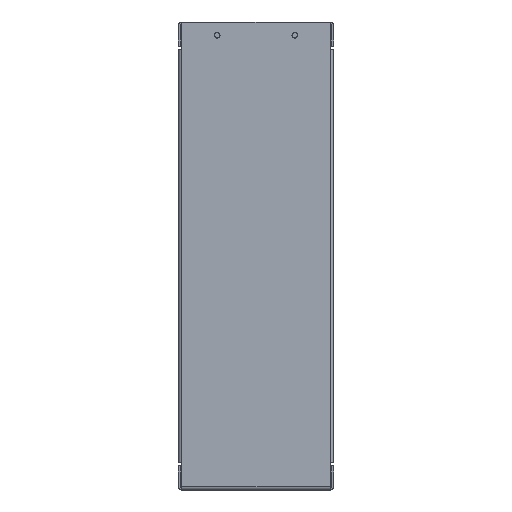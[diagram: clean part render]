
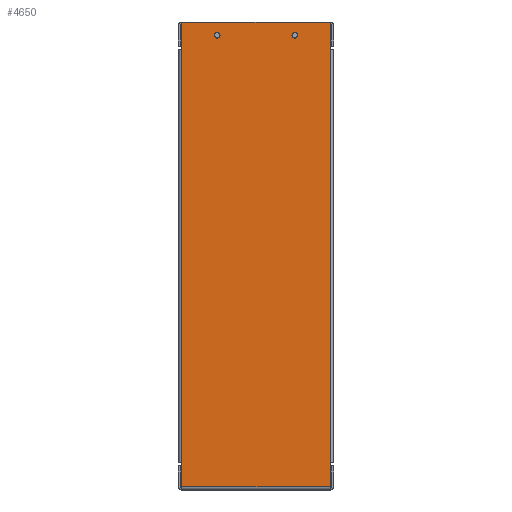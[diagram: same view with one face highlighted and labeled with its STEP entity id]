
A CAD part, front view. The second image highlights one B-rep face of the part: STEP entity #4650.
In plain terms, the highlighted planar face has unit normal (0, -1, 0).
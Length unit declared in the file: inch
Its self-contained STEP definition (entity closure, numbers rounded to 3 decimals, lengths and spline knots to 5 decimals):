
#219 = VERTEX_POINT ( 'NONE', #1393 ) ;
#239 = CARTESIAN_POINT ( 'NONE',  ( -1.914, -5.95975, 6.03125 ) ) ;
#240 = VECTOR ( 'NONE', #4377, 39.37008 ) ;
#257 = EDGE_CURVE ( 'NONE', #4338, #5688, #3249, .T. ) ;
#274 = VERTEX_POINT ( 'NONE', #3965 ) ;
#382 = CARTESIAN_POINT ( 'NONE',  ( 1.914, -5.95975, 6.03125 ) ) ;
#429 = CARTESIAN_POINT ( 'NONE',  ( 1.914, -5.95975, -5.94525 ) ) ;
#436 = DIRECTION ( 'NONE',  ( 0., 0., 1. ) ) ;
#474 = EDGE_CURVE ( 'NONE', #4913, #4913, #2853, .T. ) ;
#482 = VERTEX_POINT ( 'NONE', #769 ) ;
#594 = VERTEX_POINT ( 'NONE', #4923 ) ;
#606 = LINE ( 'NONE', #5121, #916 ) ;
#657 = VERTEX_POINT ( 'NONE', #1915 ) ;
#769 = CARTESIAN_POINT ( 'NONE',  ( -1.914, -5.95975, 6.03125 ) ) ;
#802 = VECTOR ( 'NONE', #4560, 39.37008 ) ;
#846 = PLANE ( 'NONE',  #1376 ) ;
#916 = VECTOR ( 'NONE', #1015, 39.37008 ) ;
#1015 = DIRECTION ( 'NONE',  ( 1., 0., 0. ) ) ;
#1022 = ORIENTED_EDGE ( 'NONE', *, *, #5011, .F. ) ;
#1097 = FACE_OUTER_BOUND ( 'NONE', #1153, .T. ) ;
#1153 = EDGE_LOOP ( 'NONE', ( #2477, #2052, #5847, #3847, #1022, #4859, #4680, #1293 ) ) ;
#1250 = CIRCLE ( 'NONE', #2434, 0.0725 ) ;
#1293 = ORIENTED_EDGE ( 'NONE', *, *, #2010, .T. ) ;
#1300 = CARTESIAN_POINT ( 'NONE',  ( -1.914, -5.95975, 6.03125 ) ) ;
#1376 = AXIS2_PLACEMENT_3D ( 'NONE', #1300, #2221, #4061 ) ;
#1378 = VECTOR ( 'NONE', #436, 39.37008 ) ;
#1393 = CARTESIAN_POINT ( 'NONE',  ( 1.914, -5.95975, 6.03125 ) ) ;
#1451 = LINE ( 'NONE', #5529, #3822 ) ;
#1468 = ORIENTED_EDGE ( 'NONE', *, *, #5266, .T. ) ;
#1588 = VECTOR ( 'NONE', #4535, 39.37008 ) ;
#1641 = LINE ( 'NONE', #4311, #240 ) ;
#1737 = VECTOR ( 'NONE', #5052, 39.37008 ) ;
#1915 = CARTESIAN_POINT ( 'NONE',  ( -1.914, -5.95975, -5.33525 ) ) ;
#2010 = EDGE_CURVE ( 'NONE', #4717, #2209, #606, .T. ) ;
#2052 = ORIENTED_EDGE ( 'NONE', *, *, #257, .T. ) ;
#2209 = VERTEX_POINT ( 'NONE', #429 ) ;
#2221 = DIRECTION ( 'NONE',  ( 0., -1., 0. ) ) ;
#2345 = EDGE_LOOP ( 'NONE', ( #1468 ) ) ;
#2353 = CARTESIAN_POINT ( 'NONE',  ( -1.914, -5.95975, 6.03125 ) ) ;
#2355 = DIRECTION ( 'NONE',  ( 0., 0., -1. ) ) ;
#2434 = AXIS2_PLACEMENT_3D ( 'NONE', #5176, #5067, #2355 ) ;
#2477 = ORIENTED_EDGE ( 'NONE', *, *, #3503, .T. ) ;
#2528 = LINE ( 'NONE', #239, #3670 ) ;
#2625 = CARTESIAN_POINT ( 'NONE',  ( -1., -5.95975, 5.69025 ) ) ;
#2677 = CARTESIAN_POINT ( 'NONE',  ( 1.914, -5.95975, -5.33525 ) ) ;
#2692 = EDGE_CURVE ( 'NONE', #219, #482, #4140, .T. ) ;
#2853 = CIRCLE ( 'NONE', #5300, 0.0725 ) ;
#2891 = CARTESIAN_POINT ( 'NONE',  ( -1.914, -5.95975, -5.94525 ) ) ;
#2932 = FACE_BOUND ( 'NONE', #5746, .T. ) ;
#3026 = DIRECTION ( 'NONE',  ( 0., 0., -1. ) ) ;
#3249 = LINE ( 'NONE', #3691, #1737 ) ;
#3503 = EDGE_CURVE ( 'NONE', #2209, #4338, #5813, .T. ) ;
#3670 = VECTOR ( 'NONE', #5515, 39.37008 ) ;
#3691 = CARTESIAN_POINT ( 'NONE',  ( 1.914, -5.95975, 6.03125 ) ) ;
#3758 = EDGE_CURVE ( 'NONE', #5688, #219, #4908, .T. ) ;
#3822 = VECTOR ( 'NONE', #5590, 39.37008 ) ;
#3847 = ORIENTED_EDGE ( 'NONE', *, *, #2692, .T. ) ;
#3871 = CARTESIAN_POINT ( 'NONE',  ( -1., -5.95975, 5.61775 ) ) ;
#3965 = CARTESIAN_POINT ( 'NONE',  ( 1., -5.95975, 5.61775 ) ) ;
#4061 = DIRECTION ( 'NONE',  ( 0., 0., -1. ) ) ;
#4140 = LINE ( 'NONE', #2353, #1588 ) ;
#4290 = EDGE_CURVE ( 'NONE', #657, #4717, #1641, .T. ) ;
#4311 = CARTESIAN_POINT ( 'NONE',  ( -1.914, -5.95975, -5.94525 ) ) ;
#4338 = VERTEX_POINT ( 'NONE', #2677 ) ;
#4377 = DIRECTION ( 'NONE',  ( 0., 0., -1. ) ) ;
#4535 = DIRECTION ( 'NONE',  ( -1., 0., 0. ) ) ;
#4560 = DIRECTION ( 'NONE',  ( 0., 0., 1. ) ) ;
#4650 = ADVANCED_FACE ( 'NONE', ( #1097, #2932, #4737 ), #846, .T. ) ;
#4680 = ORIENTED_EDGE ( 'NONE', *, *, #4290, .T. ) ;
#4717 = VERTEX_POINT ( 'NONE', #2891 ) ;
#4737 = FACE_BOUND ( 'NONE', #2345, .T. ) ;
#4859 = ORIENTED_EDGE ( 'NONE', *, *, #4886, .T. ) ;
#4886 = EDGE_CURVE ( 'NONE', #594, #657, #2528, .T. ) ;
#4908 = LINE ( 'NONE', #382, #1378 ) ;
#4913 = VERTEX_POINT ( 'NONE', #3871 ) ;
#4923 = CARTESIAN_POINT ( 'NONE',  ( -1.914, -5.95975, 5.33525 ) ) ;
#5011 = EDGE_CURVE ( 'NONE', #594, #482, #1451, .T. ) ;
#5052 = DIRECTION ( 'NONE',  ( 0., 0., 1. ) ) ;
#5067 = DIRECTION ( 'NONE',  ( 0., 1., 0. ) ) ;
#5121 = CARTESIAN_POINT ( 'NONE',  ( -1.914, -5.95975, -5.94525 ) ) ;
#5176 = CARTESIAN_POINT ( 'NONE',  ( 1., -5.95975, 5.69025 ) ) ;
#5266 = EDGE_CURVE ( 'NONE', #274, #274, #1250, .T. ) ;
#5300 = AXIS2_PLACEMENT_3D ( 'NONE', #2625, #5441, #3026 ) ;
#5441 = DIRECTION ( 'NONE',  ( 0., 1., 0. ) ) ;
#5515 = DIRECTION ( 'NONE',  ( 0., 0., -1. ) ) ;
#5529 = CARTESIAN_POINT ( 'NONE',  ( -1.914, -5.95975, -6.03125 ) ) ;
#5546 = CARTESIAN_POINT ( 'NONE',  ( 1.914, -5.95975, 5.33525 ) ) ;
#5558 = ORIENTED_EDGE ( 'NONE', *, *, #474, .T. ) ;
#5590 = DIRECTION ( 'NONE',  ( 0., 0., 1. ) ) ;
#5688 = VERTEX_POINT ( 'NONE', #5546 ) ;
#5746 = EDGE_LOOP ( 'NONE', ( #5558 ) ) ;
#5813 = LINE ( 'NONE', #5844, #802 ) ;
#5844 = CARTESIAN_POINT ( 'NONE',  ( 1.914, -5.95975, -5.97425 ) ) ;
#5847 = ORIENTED_EDGE ( 'NONE', *, *, #3758, .T. ) ;
